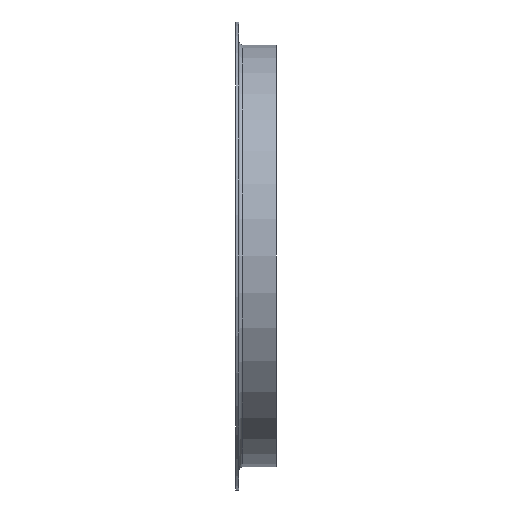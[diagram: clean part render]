
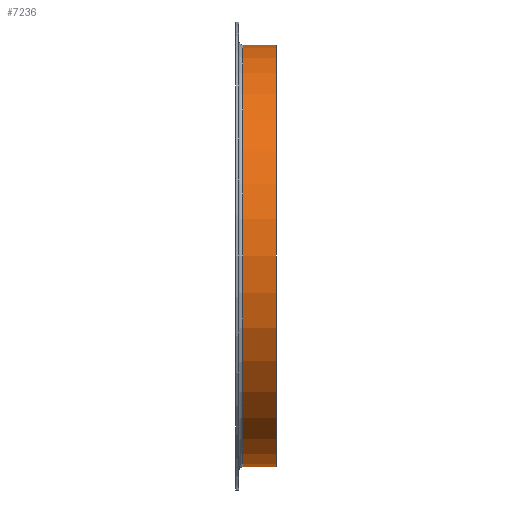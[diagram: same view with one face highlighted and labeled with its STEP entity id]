
A CAD part, front view. The second image highlights one B-rep face of the part: STEP entity #7236.
In plain terms, the highlighted cylindrical face has radius 209.55 mm (diameter 419.1 mm), a full revolution.
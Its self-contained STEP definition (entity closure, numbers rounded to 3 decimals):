
#365 = DIRECTION ( 'NONE',  ( 0., 0., 1. ) ) ;
#903 = DIRECTION ( 'NONE',  ( -1., 0., 0. ) ) ;
#2248 = CARTESIAN_POINT ( 'NONE',  ( 40., 0., 209.55 ) ) ;
#2395 = FACE_OUTER_BOUND ( 'NONE', #13825, .T. ) ;
#3597 = CYLINDRICAL_SURFACE ( 'NONE', #12143, 209.55 ) ;
#4139 = CARTESIAN_POINT ( 'NONE',  ( 7., 0., 209.55 ) ) ;
#4399 = EDGE_LOOP ( 'NONE', ( #13900 ) ) ;
#6962 = DIRECTION ( 'NONE',  ( -1., 0., 0. ) ) ;
#7236 = ADVANCED_FACE ( 'NONE', ( #9190, #2395 ), #3597, .T. ) ;
#7842 = DIRECTION ( 'NONE',  ( 0., 0., 1. ) ) ;
#8158 = CARTESIAN_POINT ( 'NONE',  ( 0., 0., 0. ) ) ;
#8498 = EDGE_CURVE ( 'NONE', #14307, #14307, #13336, .T. ) ;
#8525 = AXIS2_PLACEMENT_3D ( 'NONE', #14544, #903, #7842 ) ;
#8844 = AXIS2_PLACEMENT_3D ( 'NONE', #9530, #11605, #365 ) ;
#9190 = FACE_OUTER_BOUND ( 'NONE', #4399, .T. ) ;
#9530 = CARTESIAN_POINT ( 'NONE',  ( 7., 0., 0. ) ) ;
#10193 = CIRCLE ( 'NONE', #8525, 209.55 ) ;
#11493 = DIRECTION ( 'NONE',  ( 0., 0., 1. ) ) ;
#11605 = DIRECTION ( 'NONE',  ( 1., 0., 0. ) ) ;
#12143 = AXIS2_PLACEMENT_3D ( 'NONE', #8158, #6962, #11493 ) ;
#12811 = ORIENTED_EDGE ( 'NONE', *, *, #14228, .T. ) ;
#13336 = CIRCLE ( 'NONE', #8844, 209.55 ) ;
#13780 = VERTEX_POINT ( 'NONE', #2248 ) ;
#13825 = EDGE_LOOP ( 'NONE', ( #12811 ) ) ;
#13900 = ORIENTED_EDGE ( 'NONE', *, *, #8498, .T. ) ;
#14228 = EDGE_CURVE ( 'NONE', #13780, #13780, #10193, .T. ) ;
#14307 = VERTEX_POINT ( 'NONE', #4139 ) ;
#14544 = CARTESIAN_POINT ( 'NONE',  ( 40., 0., 0. ) ) ;
